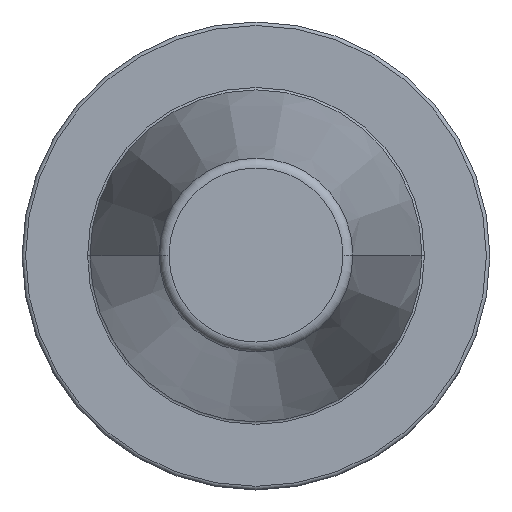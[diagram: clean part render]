
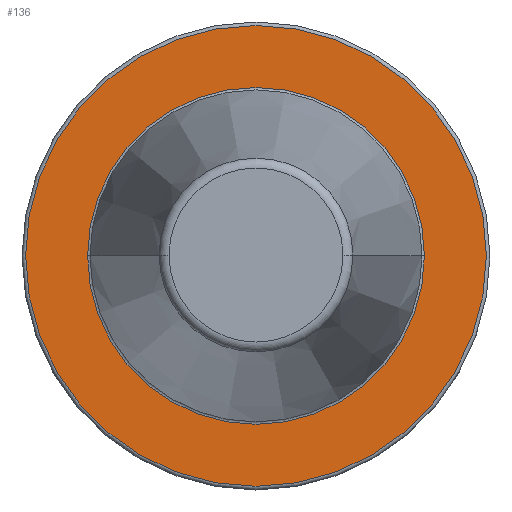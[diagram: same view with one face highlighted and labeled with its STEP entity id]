
A CAD part, top view. The second image highlights one B-rep face of the part: STEP entity #136.
In plain terms, the highlighted planar face has unit normal (0, 0, 1).
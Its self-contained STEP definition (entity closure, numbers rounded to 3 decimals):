
#54=PLANE('',#1056);
#77=FACE_BOUND('',#268,.T.);
#78=FACE_BOUND('',#269,.T.);
#136=ADVANCED_FACE('',(#77,#78),#54,.F.);
#268=EDGE_LOOP('',(#479));
#269=EDGE_LOOP('',(#480,#481));
#314=CIRCLE('',#988,35.425);
#316=CIRCLE('',#991,35.425);
#358=CIRCLE('',#1055,48.46);
#479=ORIENTED_EDGE('',*,*,#797,.T.);
#480=ORIENTED_EDGE('',*,*,#736,.T.);
#481=ORIENTED_EDGE('',*,*,#738,.T.);
#651=VERTEX_POINT('',#1455);
#654=VERTEX_POINT('',#1460);
#692=VERTEX_POINT('',#1583);
#736=EDGE_CURVE('',#651,#654,#314,.T.);
#738=EDGE_CURVE('',#654,#651,#316,.T.);
#797=EDGE_CURVE('',#692,#692,#358,.T.);
#988=AXIS2_PLACEMENT_3D('',#1461,#1142,#1143);
#991=AXIS2_PLACEMENT_3D('',#1464,#1148,#1149);
#1055=AXIS2_PLACEMENT_3D('',#1582,#1293,#1294);
#1056=AXIS2_PLACEMENT_3D('',#1584,#1295,#1296);
#1142=DIRECTION('',(0.,0.,-1.));
#1143=DIRECTION('',(-1.,0.,0.));
#1148=DIRECTION('',(0.,0.,-1.));
#1149=DIRECTION('',(-1.,0.,0.));
#1293=DIRECTION('',(0.,0.,1.));
#1294=DIRECTION('',(-1.,0.,0.));
#1295=DIRECTION('',(0.,0.,-1.));
#1296=DIRECTION('',(1.,0.,0.));
#1455=CARTESIAN_POINT('',(-35.425,0.,-3.2));
#1460=CARTESIAN_POINT('',(35.425,0.,-3.2));
#1461=CARTESIAN_POINT('',(0.,0.,-3.2));
#1464=CARTESIAN_POINT('',(0.,0.,-3.2));
#1582=CARTESIAN_POINT('',(0.,0.,-3.2));
#1583=CARTESIAN_POINT('',(-48.46,0.,-3.2));
#1584=CARTESIAN_POINT('',(0.,35.425,-3.2));
